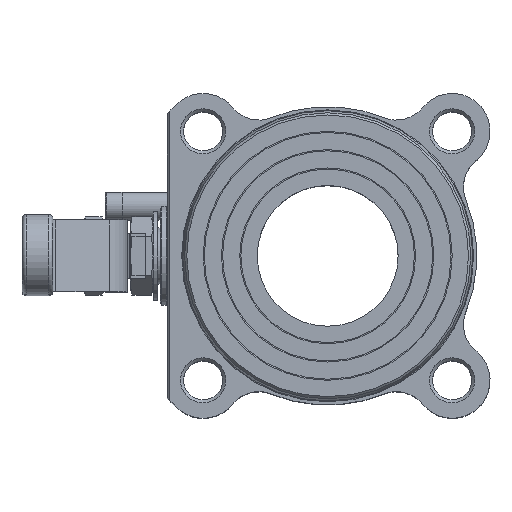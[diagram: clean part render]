
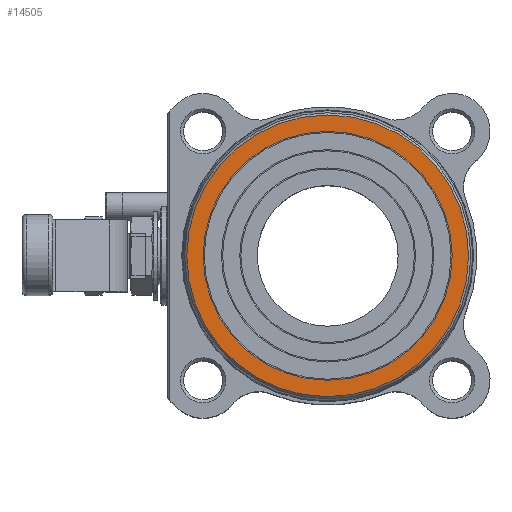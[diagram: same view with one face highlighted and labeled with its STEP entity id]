
A CAD part, top view. The second image highlights one B-rep face of the part: STEP entity #14505.
In plain terms, the highlighted planar face has unit normal (0, 0, 1).
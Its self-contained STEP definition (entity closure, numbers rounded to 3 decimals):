
#9642 = CONICAL_SURFACE('',#9643,50.785,0.782);
#9643 = AXIS2_PLACEMENT_3D('',#9644,#9645,#9646);
#9644 = CARTESIAN_POINT('',(0.025,0.,
    69.198));
#9645 = DIRECTION('',(0.,0.,-1.));
#9646 = DIRECTION('',(0.,-1.,0.));
#12215 = EDGE_CURVE('',#12216,#12216,#12218,.T.);
#12216 = VERTEX_POINT('',#12217);
#12217 = CARTESIAN_POINT('',(0.025,50.,69.988));
#12218 = SURFACE_CURVE('',#12219,(#12224,#12253),.PCURVE_S1.);
#12219 = CIRCLE('',#12220,50.);
#12220 = AXIS2_PLACEMENT_3D('',#12221,#12222,#12223);
#12221 = CARTESIAN_POINT('',(0.025,0.,
    69.988));
#12222 = DIRECTION('',(0.,0.,1.));
#12223 = DIRECTION('',(0.,1.,0.));
#12224 = PCURVE('',#9642,#12225);
#12225 = DEFINITIONAL_REPRESENTATION('',(#12226),#12252);
#12226 = B_SPLINE_CURVE_WITH_KNOTS('',3,(#12227,#12228,#12229,#12230,
    #12231,#12232,#12233,#12234,#12235,#12236,#12237,#12238,#12239,
    #12240,#12241,#12242,#12243,#12244,#12245,#12246,#12247,#12248,
    #12249,#12250,#12251),.UNSPECIFIED.,.F.,.F.,(4,1,1,1,1,1,1,1,1,1,1,1
    ,1,1,1,1,1,1,1,1,1,1,4),(0.,0.286,0.571,
    0.857,1.142,1.428,1.714,
    1.999,2.285,2.57,2.856,
    3.142,3.427,3.713,3.998,
    4.284,4.57,4.855,5.141,
    5.426,5.712,5.998,6.283),
  .QUASI_UNIFORM_KNOTS.);
#12227 = CARTESIAN_POINT('',(9.425,-0.79));
#12228 = CARTESIAN_POINT('',(9.33,-0.79));
#12229 = CARTESIAN_POINT('',(9.139,-0.79));
#12230 = CARTESIAN_POINT('',(8.854,-0.79));
#12231 = CARTESIAN_POINT('',(8.568,-0.79));
#12232 = CARTESIAN_POINT('',(8.282,-0.79));
#12233 = CARTESIAN_POINT('',(7.997,-0.79));
#12234 = CARTESIAN_POINT('',(7.711,-0.79));
#12235 = CARTESIAN_POINT('',(7.426,-0.79));
#12236 = CARTESIAN_POINT('',(7.14,-0.79));
#12237 = CARTESIAN_POINT('',(6.854,-0.79));
#12238 = CARTESIAN_POINT('',(6.569,-0.79));
#12239 = CARTESIAN_POINT('',(6.283,-0.79));
#12240 = CARTESIAN_POINT('',(5.998,-0.79));
#12241 = CARTESIAN_POINT('',(5.712,-0.79));
#12242 = CARTESIAN_POINT('',(5.426,-0.79));
#12243 = CARTESIAN_POINT('',(5.141,-0.79));
#12244 = CARTESIAN_POINT('',(4.855,-0.79));
#12245 = CARTESIAN_POINT('',(4.57,-0.79));
#12246 = CARTESIAN_POINT('',(4.284,-0.79));
#12247 = CARTESIAN_POINT('',(3.998,-0.79));
#12248 = CARTESIAN_POINT('',(3.713,-0.79));
#12249 = CARTESIAN_POINT('',(3.427,-0.79));
#12250 = CARTESIAN_POINT('',(3.237,-0.79));
#12251 = CARTESIAN_POINT('',(3.142,-0.79));
#12252 = ( GEOMETRIC_REPRESENTATION_CONTEXT(2) 
PARAMETRIC_REPRESENTATION_CONTEXT() REPRESENTATION_CONTEXT('2D SPACE',''
  ) );
#12253 = PCURVE('',#12254,#12259);
#12254 = PLANE('',#12255);
#12255 = AXIS2_PLACEMENT_3D('',#12256,#12257,#12258);
#12256 = CARTESIAN_POINT('',(-49.975,0.,
    69.988));
#12257 = DIRECTION('',(0.,0.,-1.));
#12258 = DIRECTION('',(0.,-1.,0.));
#12259 = DEFINITIONAL_REPRESENTATION('',(#12260),#12268);
#12260 = ( BOUNDED_CURVE() B_SPLINE_CURVE(2,(#12261,#12262,#12263,#12264
    ,#12265,#12266,#12267),.UNSPECIFIED.,.T.,.F.) 
B_SPLINE_CURVE_WITH_KNOTS((1,2,2,2,2,1),(-2.094,0.,
    2.094,4.189,6.283,8.378),
.UNSPECIFIED.) CURVE() GEOMETRIC_REPRESENTATION_ITEM() 
RATIONAL_B_SPLINE_CURVE((1.,0.5,1.,0.5,1.,0.5,1.)) REPRESENTATION_ITEM(
  '') );
#12261 = CARTESIAN_POINT('',(-50.,-50.));
#12262 = CARTESIAN_POINT('',(-50.,36.603));
#12263 = CARTESIAN_POINT('',(25.,-6.699));
#12264 = CARTESIAN_POINT('',(100.,-50.));
#12265 = CARTESIAN_POINT('',(25.,-93.301));
#12266 = CARTESIAN_POINT('',(-50.,-136.603));
#12267 = CARTESIAN_POINT('',(-50.,-50.));
#12268 = ( GEOMETRIC_REPRESENTATION_CONTEXT(2) 
PARAMETRIC_REPRESENTATION_CONTEXT() REPRESENTATION_CONTEXT('2D SPACE',''
  ) );
#14505 = ADVANCED_FACE('',(#14506,#14541),#12254,.F.);
#14506 = FACE_BOUND('',#14507,.T.);
#14507 = EDGE_LOOP('',(#14508));
#14508 = ORIENTED_EDGE('',*,*,#14509,.F.);
#14509 = EDGE_CURVE('',#14510,#14510,#14512,.T.);
#14510 = VERTEX_POINT('',#14511);
#14511 = CARTESIAN_POINT('',(0.025,44.2,69.988));
#14512 = SURFACE_CURVE('',#14513,(#14518,#14529),.PCURVE_S1.);
#14513 = CIRCLE('',#14514,44.2);
#14514 = AXIS2_PLACEMENT_3D('',#14515,#14516,#14517);
#14515 = CARTESIAN_POINT('',(0.025,0.,
    69.988));
#14516 = DIRECTION('',(0.,0.,1.));
#14517 = DIRECTION('',(0.,1.,0.));
#14518 = PCURVE('',#12254,#14519);
#14519 = DEFINITIONAL_REPRESENTATION('',(#14520),#14528);
#14520 = ( BOUNDED_CURVE() B_SPLINE_CURVE(2,(#14521,#14522,#14523,#14524
    ,#14525,#14526,#14527),.UNSPECIFIED.,.T.,.F.) 
B_SPLINE_CURVE_WITH_KNOTS((1,2,2,2,2,1),(-2.094,0.,
    2.094,4.189,6.283,8.378),
.UNSPECIFIED.) CURVE() GEOMETRIC_REPRESENTATION_ITEM() 
RATIONAL_B_SPLINE_CURVE((1.,0.5,1.,0.5,1.,0.5,1.)) REPRESENTATION_ITEM(
  '') );
#14521 = CARTESIAN_POINT('',(-44.2,-50.));
#14522 = CARTESIAN_POINT('',(-44.2,26.557));
#14523 = CARTESIAN_POINT('',(22.1,-11.722));
#14524 = CARTESIAN_POINT('',(88.4,-50.));
#14525 = CARTESIAN_POINT('',(22.1,-88.278));
#14526 = CARTESIAN_POINT('',(-44.2,-126.557));
#14527 = CARTESIAN_POINT('',(-44.2,-50.));
#14528 = ( GEOMETRIC_REPRESENTATION_CONTEXT(2) 
PARAMETRIC_REPRESENTATION_CONTEXT() REPRESENTATION_CONTEXT('2D SPACE',''
  ) );
#14529 = PCURVE('',#14530,#14535);
#14530 = TOROIDAL_SURFACE('',#14531,44.,0.2);
#14531 = AXIS2_PLACEMENT_3D('',#14532,#14533,#14534);
#14532 = CARTESIAN_POINT('',(0.025,0.,
    69.988));
#14533 = DIRECTION('',(0.,0.,1.));
#14534 = DIRECTION('',(0.,1.,0.));
#14535 = DEFINITIONAL_REPRESENTATION('',(#14536),#14540);
#14536 = LINE('',#14537,#14538);
#14537 = CARTESIAN_POINT('',(0.,6.283));
#14538 = VECTOR('',#14539,1.);
#14539 = DIRECTION('',(1.,0.));
#14540 = ( GEOMETRIC_REPRESENTATION_CONTEXT(2) 
PARAMETRIC_REPRESENTATION_CONTEXT() REPRESENTATION_CONTEXT('2D SPACE',''
  ) );
#14541 = FACE_BOUND('',#14542,.T.);
#14542 = EDGE_LOOP('',(#14543));
#14543 = ORIENTED_EDGE('',*,*,#12215,.T.);
